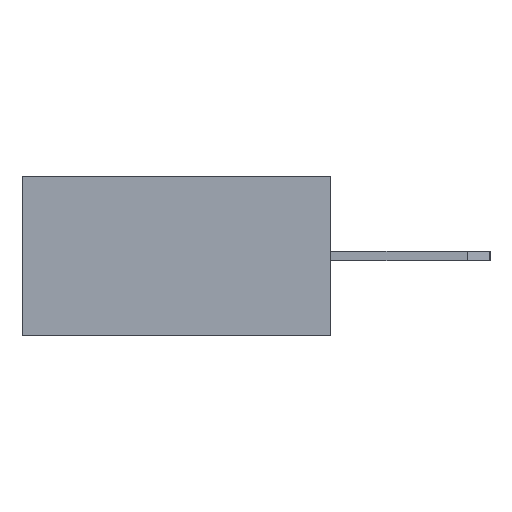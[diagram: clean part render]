
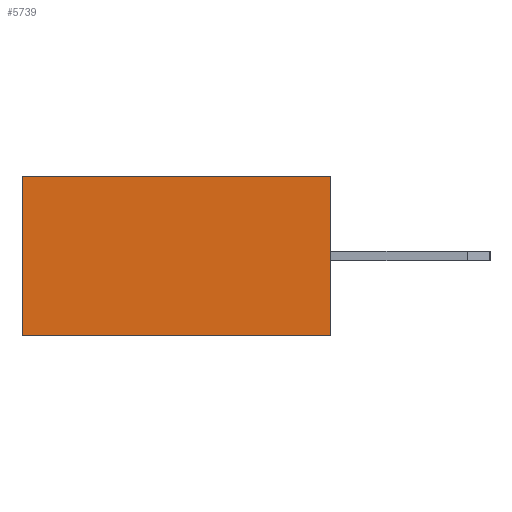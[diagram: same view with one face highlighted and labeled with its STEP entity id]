
A CAD part, left-side view. The second image highlights one B-rep face of the part: STEP entity #5739.
In plain terms, the highlighted planar face has unit normal (-1, 0, 0).
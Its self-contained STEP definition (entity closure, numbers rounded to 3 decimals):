
#5100=CARTESIAN_POINT('',(25.4,6.8,0.));
#5101=VERTEX_POINT('',#5100);
#5111=CARTESIAN_POINT('',(25.4,0.,0.));
#5112=VERTEX_POINT('',#5111);
#5113=CARTESIAN_POINT('',(25.4,6.8,0.));
#5114=CARTESIAN_POINT('',(25.4,5.44,0.));
#5115=CARTESIAN_POINT('',(25.4,4.08,0.));
#5116=CARTESIAN_POINT('',(25.4,2.72,0.));
#5117=CARTESIAN_POINT('',(25.4,1.36,0.));
#5118=CARTESIAN_POINT('',(25.4,0.,0.));
#5119=B_SPLINE_CURVE_WITH_KNOTS('',5,(#5113,#5114,#5115,#5116,#5117,#5118),.UNSPECIFIED.,.F.,.U.,(6,6),(0.,6.8),.UNSPECIFIED.);
#5120=EDGE_CURVE('',#5101,#5112,#5119,.T.);
#5474=CARTESIAN_POINT('',(25.4,0.,-3.5));
#5475=VERTEX_POINT('',#5474);
#5485=CARTESIAN_POINT('',(25.4,6.8,-3.5));
#5486=VERTEX_POINT('',#5485);
#5487=CARTESIAN_POINT('',(25.4,0.,-3.5));
#5488=CARTESIAN_POINT('',(25.4,1.36,-3.5));
#5489=CARTESIAN_POINT('',(25.4,2.72,-3.5));
#5490=CARTESIAN_POINT('',(25.4,4.08,-3.5));
#5491=CARTESIAN_POINT('',(25.4,5.44,-3.5));
#5492=CARTESIAN_POINT('',(25.4,6.8,-3.5));
#5493=B_SPLINE_CURVE_WITH_KNOTS('',5,(#5487,#5488,#5489,#5490,#5491,#5492),.UNSPECIFIED.,.F.,.U.,(6,6),(0.,6.8),.UNSPECIFIED.);
#5494=EDGE_CURVE('',#5475,#5486,#5493,.T.);
#5519=CARTESIAN_POINT('',(25.4,6.8,-3.5));
#5520=CARTESIAN_POINT('',(25.4,6.8,-2.8));
#5521=CARTESIAN_POINT('',(25.4,6.8,-2.1));
#5522=CARTESIAN_POINT('',(25.4,6.8,-1.4));
#5523=CARTESIAN_POINT('',(25.4,6.8,-0.7));
#5524=CARTESIAN_POINT('',(25.4,6.8,0.));
#5525=B_SPLINE_CURVE_WITH_KNOTS('',5,(#5519,#5520,#5521,#5522,#5523,#5524),.UNSPECIFIED.,.F.,.U.,(6,6),(0.,3.5),.UNSPECIFIED.);
#5526=EDGE_CURVE('',#5486,#5101,#5525,.T.);
#5720=CARTESIAN_POINT('',(25.4,3.4,-1.75));
#5721=DIRECTION('',(0.,0.,1.));
#5722=DIRECTION('',(-1.,0.,0.));
#5723=AXIS2_PLACEMENT_3D('',#5720,#5722,#5721);
#5724=PLANE('',#5723);
#5725=ORIENTED_EDGE('',*,*,#5120,.F.);
#5726=ORIENTED_EDGE('',*,*,#5526,.F.);
#5727=ORIENTED_EDGE('',*,*,#5494,.F.);
#5728=CARTESIAN_POINT('',(25.4,0.,-3.5));
#5729=CARTESIAN_POINT('',(25.4,0.,-2.8));
#5730=CARTESIAN_POINT('',(25.4,0.,-2.1));
#5731=CARTESIAN_POINT('',(25.4,0.,-1.4));
#5732=CARTESIAN_POINT('',(25.4,0.,-0.7));
#5733=CARTESIAN_POINT('',(25.4,0.,0.));
#5734=B_SPLINE_CURVE_WITH_KNOTS('',5,(#5728,#5729,#5730,#5731,#5732,#5733),.UNSPECIFIED.,.F.,.U.,(6,6),(0.,3.5),.UNSPECIFIED.);
#5735=EDGE_CURVE('',#5475,#5112,#5734,.T.);
#5736=ORIENTED_EDGE('',*,*,#5735,.T.);
#5737=EDGE_LOOP('',(#5725,#5726,#5727,#5736));
#5738=FACE_OUTER_BOUND('',#5737,.T.);
#5739=ADVANCED_FACE('',(#5738),#5724,.T.);
